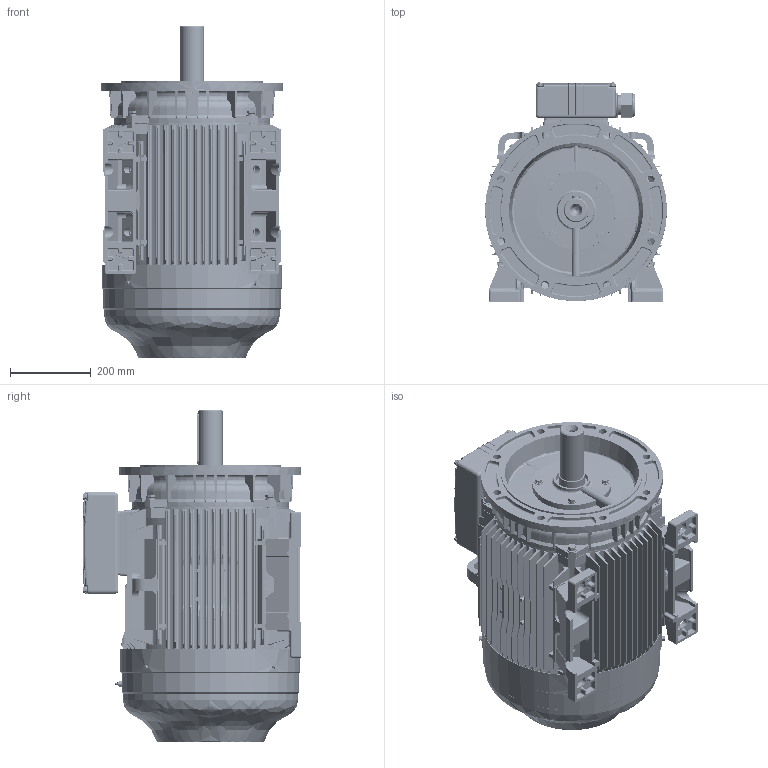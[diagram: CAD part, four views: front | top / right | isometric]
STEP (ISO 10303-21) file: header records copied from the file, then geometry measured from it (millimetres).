
FILE_DESCRIPTION (( 'STEP AP203' ), '1' );
FILE_NAME ('WE225S-468-B35.STEP', '2017-06-24T07:24:14', ( 'Sky123.Org' ), ( 'Sky123.Org' ), 'SwSTEP 2.0', 'SolidWorks 2012', '' );
FILE_SCHEMA (( 'CONFIG_CONTROL_DESIGN' ));
Products named in the file (1): WE225S-468-B35
Bounding box: 450 x 541.01 x 820.5 mm (x, y, z)
Volume: 69859967.2 mm3; surface area: 4395005.2 mm2
Topology: 77 solids, 77 shells, 7440 faces, 20958 edges, 13749 vertices
Faces by surface type: plane 3340, cylinder 3136, cone 547, torus 224, bspline 105, sphere 88
Entity records: 288148 total; most frequent: CARTESIAN_POINT 99342, ORIENTED_EDGE 41780, DIRECTION 36189, EDGE_CURVE 20890, VERTEX_POINT 13749, AXIS2_PLACEMENT_3D 12684, LINE 10821, VECTOR 10821
